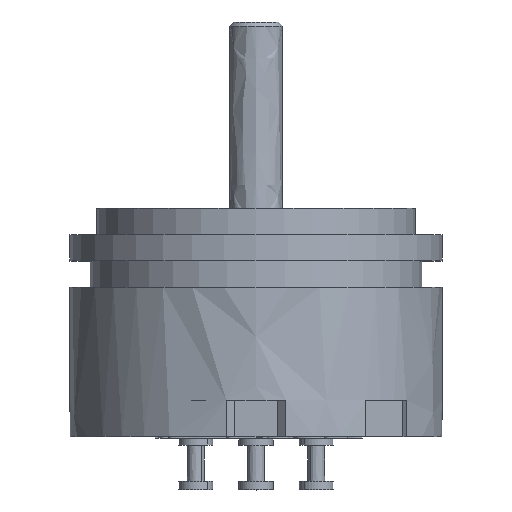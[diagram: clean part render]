
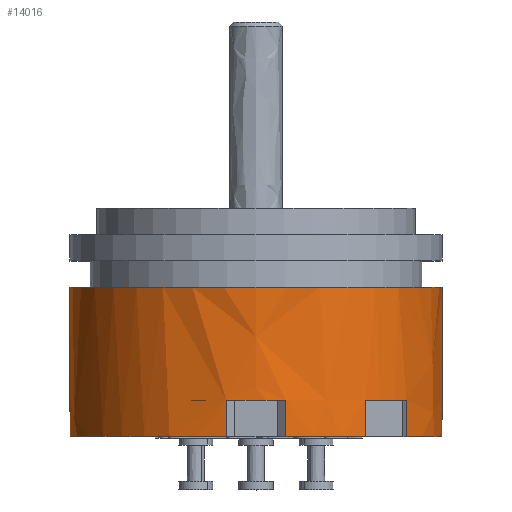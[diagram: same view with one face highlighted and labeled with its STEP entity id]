
A CAD part, top view. The second image highlights one B-rep face of the part: STEP entity #14016.
In plain terms, the highlighted free-form (B-spline) face has degree [3, 3] with [7, 4] control points.
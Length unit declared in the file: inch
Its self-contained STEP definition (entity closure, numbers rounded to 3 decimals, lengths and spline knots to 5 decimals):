
#110=CARTESIAN_POINT('',(0.,0.,0.));
#111=DIRECTION('',(0.,1.,0.));
#112=DIRECTION('',(1.,0.,0.));
#113=AXIS2_PLACEMENT_3D('',#110,#111,#112);
#118=DIRECTION('',(0.,1.,0.));
#119=VECTOR('',#118,0.266);
#120=CARTESIAN_POINT('',(0.4375,0.,0.));
#121=LINE('',#120,#119);
#125=DIRECTION('',(0.,1.,0.));
#126=VECTOR('',#125,0.266);
#127=CARTESIAN_POINT('',(-0.4375,0.,0.));
#128=LINE('',#127,#126);
#132=CARTESIAN_POINT('',(0.,0.,0.));
#133=DIRECTION('',(0.,1.,0.));
#134=DIRECTION('',(-0.935,0.,-0.355));
#135=AXIS2_PLACEMENT_3D('',#132,#133,#134);
#3694=DIRECTION('',(0.,1.,0.));
#3695=VECTOR('',#3694,0.085);
#3696=CARTESIAN_POINT('',(0.35338,-0.085,0.25793));
#3697=LINE('',#3696,#3695);
#3701=CARTESIAN_POINT('',(0.,-0.085,0.));
#3702=DIRECTION('',(0.,-1.,0.));
#3703=DIRECTION('',(0.935,0.,-0.355));
#3704=AXIS2_PLACEMENT_3D('',#3701,#3702,#3703);
#3709=CARTESIAN_POINT('',(0.,0.,0.));
#3710=DIRECTION('',(0.,-1.,0.));
#3711=DIRECTION('',(0.808,0.,0.59));
#3712=AXIS2_PLACEMENT_3D('',#3709,#3710,#3711);
#3717=CARTESIAN_POINT('',(0.,-0.085,0.));
#3718=DIRECTION('',(0.,-1.,0.));
#3719=DIRECTION('',(0.59,0.,0.808));
#3720=AXIS2_PLACEMENT_3D('',#3717,#3718,#3719);
#3725=CARTESIAN_POINT('',(0.,0.,0.));
#3726=DIRECTION('',(0.,-1.,0.));
#3727=DIRECTION('',(0.16,0.,0.987));
#3728=AXIS2_PLACEMENT_3D('',#3725,#3726,#3727);
#3733=CARTESIAN_POINT('',(0.,-0.085,0.));
#3734=DIRECTION('',(0.,-1.,0.));
#3735=DIRECTION('',(-0.16,0.,0.987));
#3736=AXIS2_PLACEMENT_3D('',#3733,#3734,#3735);
#3741=DIRECTION('',(0.,1.,0.));
#3742=VECTOR('',#3741,0.085);
#3743=CARTESIAN_POINT('',(0.409,-0.085,-0.15531));
#3744=LINE('',#3743,#3742);
#3819=DIRECTION('',(0.,1.,0.));
#3820=VECTOR('',#3819,0.085);
#3821=CARTESIAN_POINT('',(0.25793,-0.085,0.35338));
#3822=LINE('',#3821,#3820);
#3833=DIRECTION('',(0.,1.,0.));
#3834=VECTOR('',#3833,0.085);
#3835=CARTESIAN_POINT('',(0.07,-0.085,0.43186));
#3836=LINE('',#3835,#3834);
#3946=DIRECTION('',(0.,1.,0.));
#3947=VECTOR('',#3946,0.085);
#3948=CARTESIAN_POINT('',(-0.07,-0.085,0.43186));
#3949=LINE('',#3948,#3947);
#3953=DIRECTION('',(0.,1.,0.));
#3954=VECTOR('',#3953,0.085);
#3955=CARTESIAN_POINT('',(-0.409,-0.085,-0.15531));
#3956=LINE('',#3955,#3954);
#4131=CARTESIAN_POINT('',(0.,0.266,0.));
#4132=DIRECTION('',(0.,-1.,0.));
#4133=DIRECTION('',(1.,0.,0.));
#4134=AXIS2_PLACEMENT_3D('',#4131,#4132,#4133);
#9969=CARTESIAN_POINT('',(0.4375,0.266,0.));
#9970=CARTESIAN_POINT('',(-0.4375,0.266,0.));
#9971=VERTEX_POINT('',#9969);
#9972=VERTEX_POINT('',#9970);
#9989=CARTESIAN_POINT('',(0.409,-0.085,-0.15531));
#9991=VERTEX_POINT('',#9989);
#10011=CARTESIAN_POINT('',(-0.409,-0.085,-0.15531));
#10012=VERTEX_POINT('',#10011);
#10035=CARTESIAN_POINT('',(0.07,-0.085,0.43186));
#10036=VERTEX_POINT('',#10035);
#10037=CARTESIAN_POINT('',(-0.07,-0.085,0.43186));
#10039=VERTEX_POINT('',#10037);
#10149=CARTESIAN_POINT('',(0.35338,-0.085,0.25793));
#10151=VERTEX_POINT('',#10149);
#10154=CARTESIAN_POINT('',(0.25793,-0.085,0.35338));
#10156=VERTEX_POINT('',#10154);
#11493=CARTESIAN_POINT('',(-0.409,0.,-0.15531));
#11494=CARTESIAN_POINT('',(-0.4375,0.,0.));
#11495=VERTEX_POINT('',#11493);
#11496=VERTEX_POINT('',#11494);
#11497=CARTESIAN_POINT('',(0.4375,0.,0.));
#11498=CARTESIAN_POINT('',(0.409,0.,-0.15531));
#11499=VERTEX_POINT('',#11497);
#11500=VERTEX_POINT('',#11498);
#11514=CARTESIAN_POINT('',(0.07,0.,0.43186));
#11516=VERTEX_POINT('',#11514);
#11517=CARTESIAN_POINT('',(-0.07,0.,0.43186));
#11519=VERTEX_POINT('',#11517);
#11521=CARTESIAN_POINT('',(0.35338,0.,0.25793));
#11523=VERTEX_POINT('',#11521);
#11526=CARTESIAN_POINT('',(0.25793,0.,0.35338));
#11528=VERTEX_POINT('',#11526);
#13963=CARTESIAN_POINT('',(0.39578,0.27302,-0.18645));
#13964=CARTESIAN_POINT('',(0.39578,0.15134,-0.18645));
#13965=CARTESIAN_POINT('',(0.39578,0.02966,-0.18645));
#13966=CARTESIAN_POINT('',(0.39578,-0.09202,-0.18645));
#13967=CARTESIAN_POINT('',(0.54781,0.27302,0.13626));
#13968=CARTESIAN_POINT('',(0.54781,0.15134,0.13626));
#13969=CARTESIAN_POINT('',(0.54781,0.02966,0.13626));
#13970=CARTESIAN_POINT('',(0.54781,-0.09202,0.13626));
#13971=CARTESIAN_POINT('',(0.35673,0.27302,0.4375));
#13972=CARTESIAN_POINT('',(0.35673,0.15134,0.4375));
#13973=CARTESIAN_POINT('',(0.35673,0.02966,0.4375));
#13974=CARTESIAN_POINT('',(0.35673,-0.09202,0.4375));
#13975=CARTESIAN_POINT('',(0.,0.27302,0.4375));
#13976=CARTESIAN_POINT('',(0.,0.15134,0.4375));
#13977=CARTESIAN_POINT('',(0.,0.02966,0.4375));
#13978=CARTESIAN_POINT('',(0.,-0.09202,0.4375));
#13979=CARTESIAN_POINT('',(-0.35673,0.27302,0.4375));
#13980=CARTESIAN_POINT('',(-0.35673,0.15134,0.4375));
#13981=CARTESIAN_POINT('',(-0.35673,0.02966,0.4375));
#13982=CARTESIAN_POINT('',(-0.35673,-0.09202,0.4375));
#13983=CARTESIAN_POINT('',(-0.54781,0.27302,0.13626));
#13984=CARTESIAN_POINT('',(-0.54781,0.15134,0.13626));
#13985=CARTESIAN_POINT('',(-0.54781,0.02966,0.13626));
#13986=CARTESIAN_POINT('',(-0.54781,-0.09202,0.13626));
#13987=CARTESIAN_POINT('',(-0.39578,0.27302,-0.18645));
#13988=CARTESIAN_POINT('',(-0.39578,0.15134,-0.18645));
#13989=CARTESIAN_POINT('',(-0.39578,0.02966,-0.18645));
#13990=CARTESIAN_POINT('',(-0.39578,-0.09202,-0.18645));
#13991=(BOUNDED_SURFACE()B_SPLINE_SURFACE(3,3,((#13963,#13964,#13965,#13966),(
#13967,#13968,#13969,#13970),(#13971,#13972,#13973,#13974),(#13975,#13976,
#13977,#13978),(#13979,#13980,#13981,#13982),(#13983,#13984,#13985,#13986),(
#13987,#13988,#13989,#13990)),.UNSPECIFIED.,.F.,.F.,.F.)B_SPLINE_SURFACE_WITH_KNOTS((4,3,4),(4,4),(0.,1.,2.),(0.20158,0.56662),.UNSPECIFIED.)GEOMETRIC_REPRESENTATION_ITEM()RATIONAL_B_SPLINE_SURFACE(((1.302,
1.302,1.302,1.302),(0.899,
0.899,0.899,0.899),(0.899,
0.899,0.899,0.899),(1.302,
1.302,1.302,1.302),(0.899,
0.899,0.899,0.899),(0.899,
0.899,0.899,0.899),(1.302,
1.302,1.302,1.302)))REPRESENTATION_ITEM('')SURFACE());
#13992=ORIENTED_EDGE('',*,*,#11888,.F.);
#13993=ORIENTED_EDGE('',*,*,#11886,.T.);
#13995=ORIENTED_EDGE('',*,*,#13994,.F.);
#13996=ORIENTED_EDGE('',*,*,#13156,.T.);
#13997=ORIENTED_EDGE('',*,*,#13954,.T.);
#13998=ORIENTED_EDGE('',*,*,#11828,.T.);
#14000=ORIENTED_EDGE('',*,*,#13999,.F.);
#14001=ORIENTED_EDGE('',*,*,#13197,.T.);
#14003=ORIENTED_EDGE('',*,*,#14002,.T.);
#14004=ORIENTED_EDGE('',*,*,#11812,.T.);
#14006=ORIENTED_EDGE('',*,*,#14005,.F.);
#14007=ORIENTED_EDGE('',*,*,#13182,.T.);
#14009=ORIENTED_EDGE('',*,*,#14008,.T.);
#14010=ORIENTED_EDGE('',*,*,#11894,.T.);
#14011=ORIENTED_EDGE('',*,*,#11892,.T.);
#14013=ORIENTED_EDGE('',*,*,#14012,.F.);
#14014=EDGE_LOOP('',(#13992,#13993,#13995,#13996,#13997,#13998,#14000,#14001,
#14003,#14004,#14006,#14007,#14009,#14010,#14011,#14013));
#14015=FACE_OUTER_BOUND('',#14014,.F.);
#14016=ADVANCED_FACE('',(#14015),#13991,.T.);
#114=CIRCLE('',#113,0.4375);
#136=CIRCLE('',#135,0.4375);
#3705=CIRCLE('',#3704,0.4375);
#3713=CIRCLE('',#3712,0.4375);
#3721=CIRCLE('',#3720,0.4375);
#3729=CIRCLE('',#3728,0.4375);
#3737=CIRCLE('',#3736,0.4375);
#4135=CIRCLE('',#4134,0.4375);
#11812=EDGE_CURVE('',#11516,#11519,#3729,.T.);
#11828=EDGE_CURVE('',#11523,#11528,#3713,.T.);
#11886=EDGE_CURVE('',#11499,#11500,#114,.T.);
#11888=EDGE_CURVE('',#11499,#9971,#121,.T.);
#11892=EDGE_CURVE('',#11496,#9972,#128,.T.);
#11894=EDGE_CURVE('',#11495,#11496,#136,.T.);
#13156=EDGE_CURVE('',#9991,#10151,#3705,.T.);
#13182=EDGE_CURVE('',#10039,#10012,#3737,.T.);
#13197=EDGE_CURVE('',#10156,#10036,#3721,.T.);
#13954=EDGE_CURVE('',#10151,#11523,#3697,.T.);
#13994=EDGE_CURVE('',#9991,#11500,#3744,.T.);
#13999=EDGE_CURVE('',#10156,#11528,#3822,.T.);
#14002=EDGE_CURVE('',#10036,#11516,#3836,.T.);
#14005=EDGE_CURVE('',#10039,#11519,#3949,.T.);
#14008=EDGE_CURVE('',#10012,#11495,#3956,.T.);
#14012=EDGE_CURVE('',#9971,#9972,#4135,.T.);
